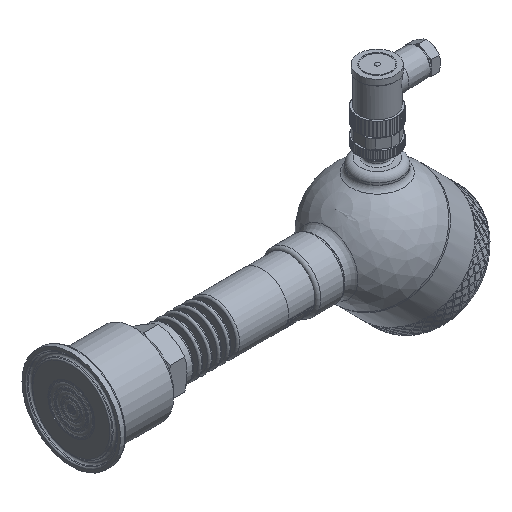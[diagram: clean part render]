
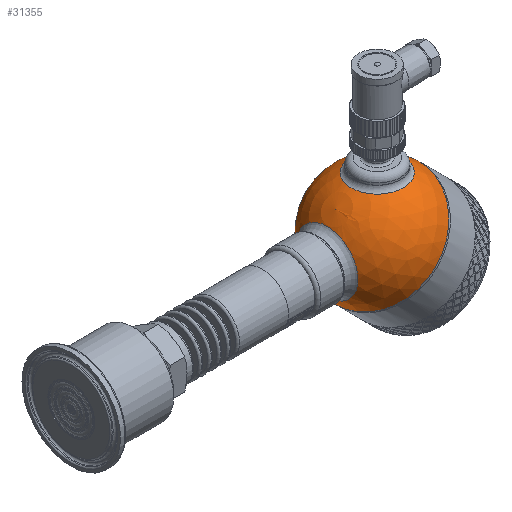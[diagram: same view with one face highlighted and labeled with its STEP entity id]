
A CAD part, isometric view. The second image highlights one B-rep face of the part: STEP entity #31355.
In plain terms, the highlighted spherical face has radius 30 mm.
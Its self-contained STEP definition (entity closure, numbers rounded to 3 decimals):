
#43=SPHERICAL_SURFACE('',#32887,30.);
#1336=FACE_BOUND('',#5479,.T.);
#1337=FACE_BOUND('',#5480,.T.);
#3336=FACE_OUTER_BOUND('',#5478,.T.);
#5478=EDGE_LOOP('',(#27523,#27524,#27525,#27526));
#5479=EDGE_LOOP('',(#27527));
#5480=EDGE_LOOP('',(#27528));
#6318=CIRCLE('',#32884,15.643);
#6321=CIRCLE('',#32888,30.);
#6322=CIRCLE('',#32889,30.);
#6323=CIRCLE('',#32890,30.);
#6324=CIRCLE('',#32891,13.5);
#14265=VERTEX_POINT('',#77944);
#14267=VERTEX_POINT('',#77950);
#14268=VERTEX_POINT('',#77951);
#14269=VERTEX_POINT('',#77953);
#14270=VERTEX_POINT('',#77956);
#18778=EDGE_CURVE('',#14265,#14265,#6318,.T.);
#18781=EDGE_CURVE('',#14267,#14268,#6321,.T.);
#18782=EDGE_CURVE('',#14267,#14269,#6322,.T.);
#18783=EDGE_CURVE('',#14268,#14267,#6323,.T.);
#18784=EDGE_CURVE('',#14270,#14270,#6324,.T.);
#27523=ORIENTED_EDGE('',*,*,#18781,.F.);
#27524=ORIENTED_EDGE('',*,*,#18782,.T.);
#27525=ORIENTED_EDGE('',*,*,#18782,.F.);
#27526=ORIENTED_EDGE('',*,*,#18783,.F.);
#27527=ORIENTED_EDGE('',*,*,#18778,.F.);
#27528=ORIENTED_EDGE('',*,*,#18784,.F.);
#31355=ADVANCED_FACE('',(#3336,#1336,#1337),#43,.T.);
#32884=AXIS2_PLACEMENT_3D('',#77945,#36701,#36702);
#32887=AXIS2_PLACEMENT_3D('',#77949,#36707,#36708);
#32888=AXIS2_PLACEMENT_3D('',#77952,#36709,#36710);
#32889=AXIS2_PLACEMENT_3D('',#77954,#36711,#36712);
#32890=AXIS2_PLACEMENT_3D('',#77955,#36713,#36714);
#32891=AXIS2_PLACEMENT_3D('',#77957,#36715,#36716);
#36701=DIRECTION('center_axis',(-0.707,0.,0.707));
#36702=DIRECTION('ref_axis',(0.707,0.,0.707));
#36707=DIRECTION('center_axis',(1.,0.,0.));
#36708=DIRECTION('ref_axis',(0.,-1.,0.));
#36709=DIRECTION('center_axis',(1.,0.,0.));
#36710=DIRECTION('ref_axis',(0.,1.,0.));
#36711=DIRECTION('center_axis',(0.,0.,1.));
#36712=DIRECTION('ref_axis',(0.,1.,0.));
#36713=DIRECTION('center_axis',(1.,0.,0.));
#36714=DIRECTION('ref_axis',(0.,1.,0.));
#36715=DIRECTION('center_axis',(-0.707,0.,-0.707));
#36716=DIRECTION('ref_axis',(-0.707,0.,0.707));
#77944=CARTESIAN_POINT('',(-29.162,0.,7.04));
#77945=CARTESIAN_POINT('Origin',(-18.101,0.,18.101));
#77949=CARTESIAN_POINT('Origin',(0.,0.,0.));
#77950=CARTESIAN_POINT('',(0.,30.,0.));
#77951=CARTESIAN_POINT('',(0.,-30.,0.));
#77952=CARTESIAN_POINT('Origin',(0.,0.,0.));
#77953=CARTESIAN_POINT('',(-30.,0.,0.));
#77954=CARTESIAN_POINT('Origin',(0.,0.,0.));
#77955=CARTESIAN_POINT('Origin',(0.,0.,0.));
#77956=CARTESIAN_POINT('',(-9.398,0.,-28.49));
#77957=CARTESIAN_POINT('Origin',(-18.944,0.,-18.944));
